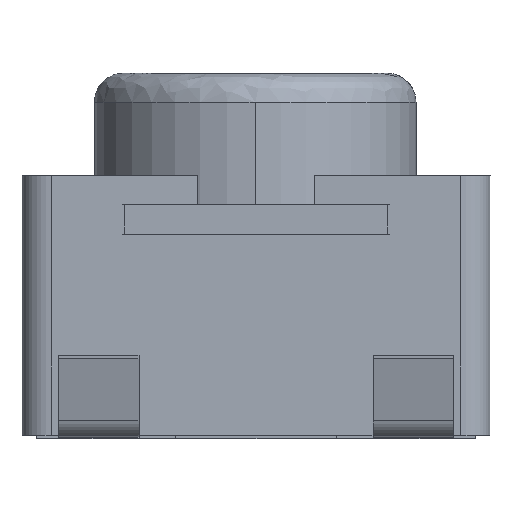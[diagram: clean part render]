
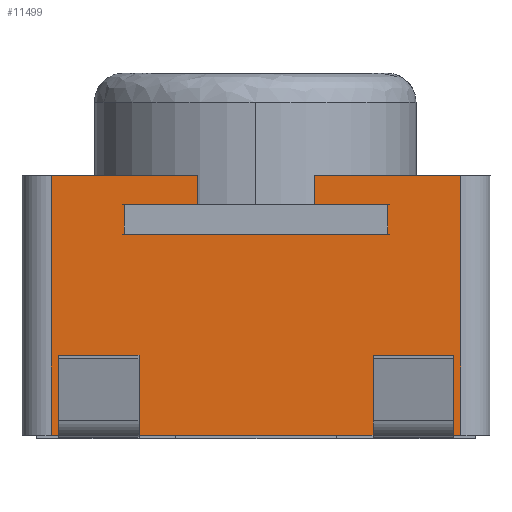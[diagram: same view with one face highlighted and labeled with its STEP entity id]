
A CAD part, left-side view. The second image highlights one B-rep face of the part: STEP entity #11499.
In plain terms, the highlighted free-form (B-spline) face has degree [1, 1] with [2, 2] control points.
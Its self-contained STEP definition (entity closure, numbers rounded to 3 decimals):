
#11499 = ADVANCED_FACE('',(#11500),#11656,.T.);
#11500 = FACE_BOUND('',#11501,.T.);
#11501 = EDGE_LOOP('',(#11502,#11512,#11520,#11528,#11536,#11544,#11552,
    #11560,#11568,#11576,#11584,#11592,#11600,#11608,#11615,#11622,
    #11629,#11637,#11644,#11651));
#11502 = ORIENTED_EDGE('',*,*,#11503,.T.);
#11503 = EDGE_CURVE('',#11504,#11506,#11508,.T.);
#11504 = VERTEX_POINT('',#11505);
#11505 = CARTESIAN_POINT('',(-2.1,1.35,0.025));
#11506 = VERTEX_POINT('',#11507);
#11507 = CARTESIAN_POINT('',(-2.1,1.4,0.025));
#11508 = LINE('',#11509,#11510);
#11509 = CARTESIAN_POINT('',(-2.1,-1.4,0.025));
#11510 = VECTOR('',#11511,1.);
#11511 = DIRECTION('',(0.,1.,0.));
#11512 = ORIENTED_EDGE('',*,*,#11513,.T.);
#11513 = EDGE_CURVE('',#11506,#11514,#11516,.T.);
#11514 = VERTEX_POINT('',#11515);
#11515 = CARTESIAN_POINT('',(-2.1,1.4,1.8));
#11516 = LINE('',#11517,#11518);
#11517 = CARTESIAN_POINT('',(-2.1,1.4,0.025));
#11518 = VECTOR('',#11519,1.);
#11519 = DIRECTION('',(0.,0.,1.));
#11520 = ORIENTED_EDGE('',*,*,#11521,.T.);
#11521 = EDGE_CURVE('',#11514,#11522,#11524,.T.);
#11522 = VERTEX_POINT('',#11523);
#11523 = CARTESIAN_POINT('',(-2.1,0.4,1.8));
#11524 = LINE('',#11525,#11526);
#11525 = CARTESIAN_POINT('',(-2.1,1.4,1.8));
#11526 = VECTOR('',#11527,1.);
#11527 = DIRECTION('',(0.,-1.,0.));
#11528 = ORIENTED_EDGE('',*,*,#11529,.T.);
#11529 = EDGE_CURVE('',#11522,#11530,#11532,.T.);
#11530 = VERTEX_POINT('',#11531);
#11531 = CARTESIAN_POINT('',(-2.1,0.4,1.6));
#11532 = LINE('',#11533,#11534);
#11533 = CARTESIAN_POINT('',(-2.1,0.4,1.8));
#11534 = VECTOR('',#11535,1.);
#11535 = DIRECTION('',(0.,0.,-1.));
#11536 = ORIENTED_EDGE('',*,*,#11537,.F.);
#11537 = EDGE_CURVE('',#11538,#11530,#11540,.T.);
#11538 = VERTEX_POINT('',#11539);
#11539 = CARTESIAN_POINT('',(-2.1,0.9,
    1.6));
#11540 = LINE('',#11541,#11542);
#11541 = CARTESIAN_POINT('',(-2.1,0.9,
    1.6));
#11542 = VECTOR('',#11543,1.);
#11543 = DIRECTION('',(0.,-1.,0.));
#11544 = ORIENTED_EDGE('',*,*,#11545,.F.);
#11545 = EDGE_CURVE('',#11546,#11538,#11548,.T.);
#11546 = VERTEX_POINT('',#11547);
#11547 = CARTESIAN_POINT('',(-2.1,0.9,
    1.4));
#11548 = LINE('',#11549,#11550);
#11549 = CARTESIAN_POINT('',(-2.1,0.9,
    1.4));
#11550 = VECTOR('',#11551,1.);
#11551 = DIRECTION('',(0.,0.,1.));
#11552 = ORIENTED_EDGE('',*,*,#11553,.F.);
#11553 = EDGE_CURVE('',#11554,#11546,#11556,.T.);
#11554 = VERTEX_POINT('',#11555);
#11555 = CARTESIAN_POINT('',(-2.1,-0.9,
    1.4));
#11556 = LINE('',#11557,#11558);
#11557 = CARTESIAN_POINT('',(-2.1,-0.9,
    1.4));
#11558 = VECTOR('',#11559,1.);
#11559 = DIRECTION('',(0.,1.,0.));
#11560 = ORIENTED_EDGE('',*,*,#11561,.F.);
#11561 = EDGE_CURVE('',#11562,#11554,#11564,.T.);
#11562 = VERTEX_POINT('',#11563);
#11563 = CARTESIAN_POINT('',(-2.1,-0.9,
    1.6));
#11564 = LINE('',#11565,#11566);
#11565 = CARTESIAN_POINT('',(-2.1,-0.9,
    1.6));
#11566 = VECTOR('',#11567,1.);
#11567 = DIRECTION('',(0.,0.,-1.));
#11568 = ORIENTED_EDGE('',*,*,#11569,.F.);
#11569 = EDGE_CURVE('',#11570,#11562,#11572,.T.);
#11570 = VERTEX_POINT('',#11571);
#11571 = CARTESIAN_POINT('',(-2.1,-0.4,1.6));
#11572 = LINE('',#11573,#11574);
#11573 = CARTESIAN_POINT('',(-2.1,0.9,
    1.6));
#11574 = VECTOR('',#11575,1.);
#11575 = DIRECTION('',(0.,-1.,0.));
#11576 = ORIENTED_EDGE('',*,*,#11577,.T.);
#11577 = EDGE_CURVE('',#11570,#11578,#11580,.T.);
#11578 = VERTEX_POINT('',#11579);
#11579 = CARTESIAN_POINT('',(-2.1,-0.4,1.8));
#11580 = LINE('',#11581,#11582);
#11581 = CARTESIAN_POINT('',(-2.1,-0.4,1.6));
#11582 = VECTOR('',#11583,1.);
#11583 = DIRECTION('',(0.,0.,1.));
#11584 = ORIENTED_EDGE('',*,*,#11585,.T.);
#11585 = EDGE_CURVE('',#11578,#11586,#11588,.T.);
#11586 = VERTEX_POINT('',#11587);
#11587 = CARTESIAN_POINT('',(-2.1,-1.4,1.8));
#11588 = LINE('',#11589,#11590);
#11589 = CARTESIAN_POINT('',(-2.1,-0.4,1.8));
#11590 = VECTOR('',#11591,1.);
#11591 = DIRECTION('',(0.,-1.,0.));
#11592 = ORIENTED_EDGE('',*,*,#11593,.T.);
#11593 = EDGE_CURVE('',#11586,#11594,#11596,.T.);
#11594 = VERTEX_POINT('',#11595);
#11595 = CARTESIAN_POINT('',(-2.1,-1.4,0.025));
#11596 = LINE('',#11597,#11598);
#11597 = CARTESIAN_POINT('',(-2.1,-1.4,1.8));
#11598 = VECTOR('',#11599,1.);
#11599 = DIRECTION('',(0.,0.,-1.));
#11600 = ORIENTED_EDGE('',*,*,#11601,.T.);
#11601 = EDGE_CURVE('',#11594,#11602,#11604,.T.);
#11602 = VERTEX_POINT('',#11603);
#11603 = CARTESIAN_POINT('',(-2.1,-1.35,0.025));
#11604 = LINE('',#11605,#11606);
#11605 = CARTESIAN_POINT('',(-2.1,-1.4,0.025));
#11606 = VECTOR('',#11607,1.);
#11607 = DIRECTION('',(0.,1.,0.));
#11608 = ORIENTED_EDGE('',*,*,#11609,.T.);
#11609 = EDGE_CURVE('',#11602,#11610,#11612,.T.);
#11610 = VERTEX_POINT('',#11611);
#11611 = CARTESIAN_POINT('',(-2.1,-1.35,0.154));
#11612 = B_SPLINE_CURVE_WITH_KNOTS('',1,(#11613,#11614),.UNSPECIFIED.,
  .F.,.F.,(2,2),(0.,1.),.PIECEWISE_BEZIER_KNOTS.);
#11613 = CARTESIAN_POINT('',(-2.1,-1.35,0.025));
#11614 = CARTESIAN_POINT('',(-2.1,-1.35,0.572));
#11615 = ORIENTED_EDGE('',*,*,#11616,.T.);
#11616 = EDGE_CURVE('',#11610,#11617,#11619,.T.);
#11617 = VERTEX_POINT('',#11618);
#11618 = CARTESIAN_POINT('',(-2.1,-0.8,0.154));
#11619 = B_SPLINE_CURVE_WITH_KNOTS('',1,(#11620,#11621),.UNSPECIFIED.,
  .F.,.F.,(2,2),(0.,1.),.PIECEWISE_BEZIER_KNOTS.);
#11620 = CARTESIAN_POINT('',(-2.1,-1.35,0.154));
#11621 = CARTESIAN_POINT('',(-2.1,-0.8,0.154));
#11622 = ORIENTED_EDGE('',*,*,#11623,.T.);
#11623 = EDGE_CURVE('',#11617,#11624,#11626,.T.);
#11624 = VERTEX_POINT('',#11625);
#11625 = CARTESIAN_POINT('',(-2.1,-0.8,0.025));
#11626 = B_SPLINE_CURVE_WITH_KNOTS('',1,(#11627,#11628),.UNSPECIFIED.,
  .F.,.F.,(2,2),(0.,1.),.PIECEWISE_BEZIER_KNOTS.);
#11627 = CARTESIAN_POINT('',(-2.1,-0.8,0.572));
#11628 = CARTESIAN_POINT('',(-2.1,-0.8,0.025));
#11629 = ORIENTED_EDGE('',*,*,#11630,.T.);
#11630 = EDGE_CURVE('',#11624,#11631,#11633,.T.);
#11631 = VERTEX_POINT('',#11632);
#11632 = CARTESIAN_POINT('',(-2.1,0.8,0.025));
#11633 = LINE('',#11634,#11635);
#11634 = CARTESIAN_POINT('',(-2.1,-1.4,0.025));
#11635 = VECTOR('',#11636,1.);
#11636 = DIRECTION('',(0.,1.,0.));
#11637 = ORIENTED_EDGE('',*,*,#11638,.F.);
#11638 = EDGE_CURVE('',#11639,#11631,#11641,.T.);
#11639 = VERTEX_POINT('',#11640);
#11640 = CARTESIAN_POINT('',(-2.1,0.8,0.154));
#11641 = B_SPLINE_CURVE_WITH_KNOTS('',1,(#11642,#11643),.UNSPECIFIED.,
  .F.,.F.,(2,2),(0.,1.),.PIECEWISE_BEZIER_KNOTS.);
#11642 = CARTESIAN_POINT('',(-2.1,0.8,0.572));
#11643 = CARTESIAN_POINT('',(-2.1,0.8,0.025));
#11644 = ORIENTED_EDGE('',*,*,#11645,.F.);
#11645 = EDGE_CURVE('',#11646,#11639,#11648,.T.);
#11646 = VERTEX_POINT('',#11647);
#11647 = CARTESIAN_POINT('',(-2.1,1.35,0.154));
#11648 = B_SPLINE_CURVE_WITH_KNOTS('',1,(#11649,#11650),.UNSPECIFIED.,
  .F.,.F.,(2,2),(0.,1.),.PIECEWISE_BEZIER_KNOTS.);
#11649 = CARTESIAN_POINT('',(-2.1,1.35,0.154));
#11650 = CARTESIAN_POINT('',(-2.1,0.8,0.154));
#11651 = ORIENTED_EDGE('',*,*,#11652,.F.);
#11652 = EDGE_CURVE('',#11504,#11646,#11653,.T.);
#11653 = B_SPLINE_CURVE_WITH_KNOTS('',1,(#11654,#11655),.UNSPECIFIED.,
  .F.,.F.,(2,2),(0.,1.),.PIECEWISE_BEZIER_KNOTS.);
#11654 = CARTESIAN_POINT('',(-2.1,1.35,0.025));
#11655 = CARTESIAN_POINT('',(-2.1,1.35,0.572));
#11656 = B_SPLINE_SURFACE_WITH_KNOTS('',1,1,(
    (#11657,#11658)
    ,(#11659,#11660
    )),.UNSPECIFIED.,.F.,.F.,.F.,(2,2),(2,2),(0.,1.),(0.,1.),
  .PIECEWISE_BEZIER_KNOTS.);
#11657 = CARTESIAN_POINT('',(-2.1,-1.4,1.8));
#11658 = CARTESIAN_POINT('',(-2.1,1.4,1.8));
#11659 = CARTESIAN_POINT('',(-2.1,-1.4,0.025));
#11660 = CARTESIAN_POINT('',(-2.1,1.4,0.025));
